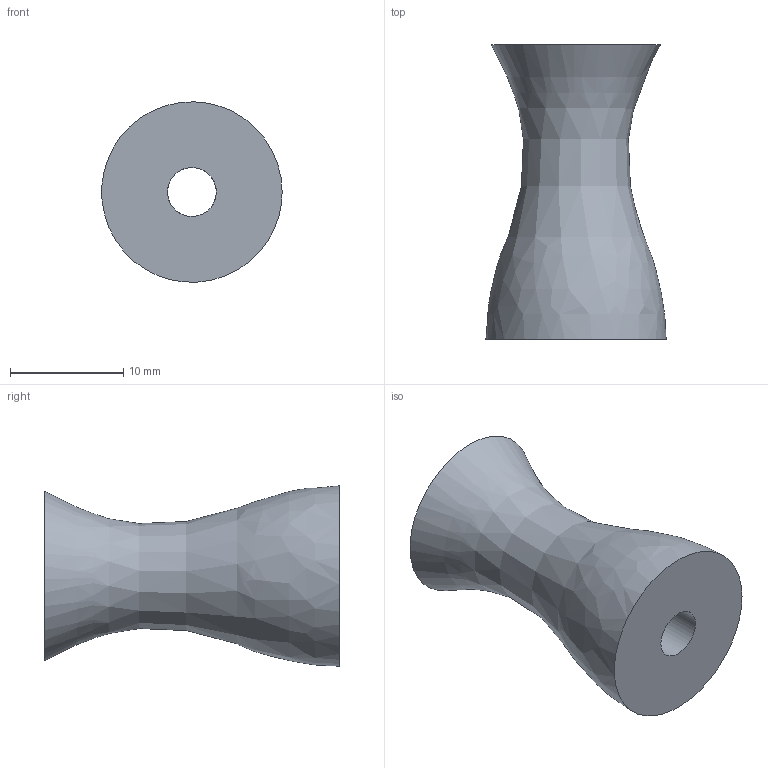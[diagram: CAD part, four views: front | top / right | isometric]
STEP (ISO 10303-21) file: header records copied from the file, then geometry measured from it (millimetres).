
FILE_DESCRIPTION(/* description */ (''),/* implementation_level */ '2;1');
FILE_NAME(/* name */ 'Handle',/* time_stamp */ '2025-05-20T18:25:57+03:00',/* author */ (''),/* organization */ (''),/* preprocessor_version */ 'ST-DEVELOPER v16.5',/* originating_system */ 'Rhino 7.23',/* authorisation */ '');
FILE_SCHEMA (('CONFIG_CONTROL_DESIGN'));
Length unit declared in the file: millimetre
Products named in the file (1): Document
Bounding box: 15.89 x 25.96 x 15.89 mm (x, y, z)
Volume: 2716.7 mm3; surface area: 1721.6 mm2
Topology: 1 solids, 1 shells, 4 faces, 6 edges, 4 vertices
Faces by surface type: plane 2, bspline 1, cylinder 1
Full cylindrical faces by diameter (mm): 4.3 x1
Entity records: 236 total; most frequent: CARTESIAN_POINT 97, ORIENTED_EDGE 12, ORGANIZATION 7, PERSON_AND_ORGANIZATION 7, DIRECTION 7, EDGE_LOOP 6, EDGE_CURVE 6, LOCAL_TIME 5
